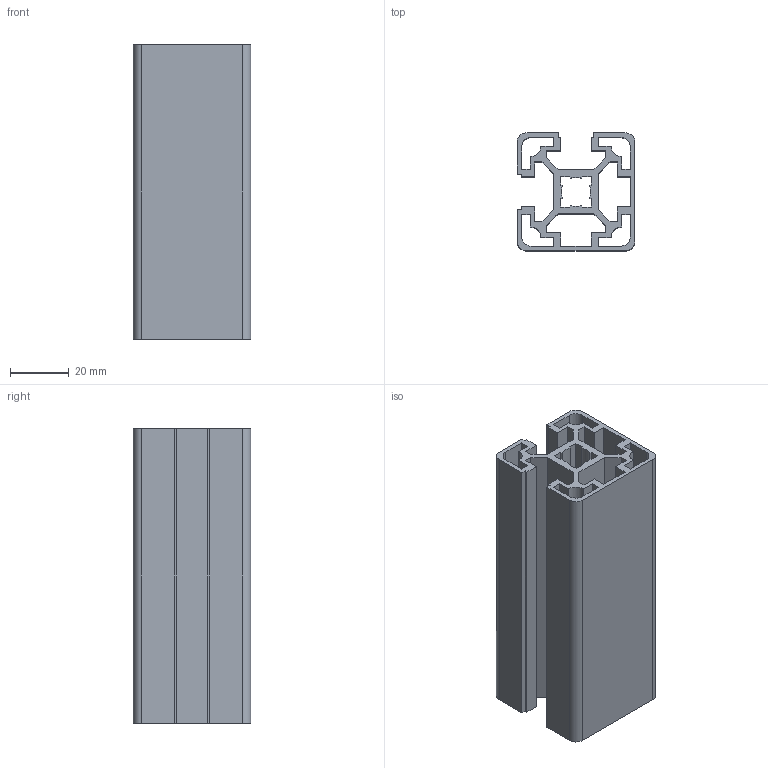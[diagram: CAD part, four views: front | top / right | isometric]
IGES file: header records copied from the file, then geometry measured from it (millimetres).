
Global section: file name: 164002L-164002L-1; native system: Autodesk Inventor 2021; preprocessor: unknown; author: Špaček,,; organization: 11; date: 20230907.161609; units: millimetre
Bounding box: 40 x 40 x 100 mm (x, y, z)
Volume: 55240.5 mm3; surface area: 57106.1 mm2
Topology: 1 solids, 1 shells, 110 faces, 324 edges, 216 vertices
Faces by surface type: bspline 110
